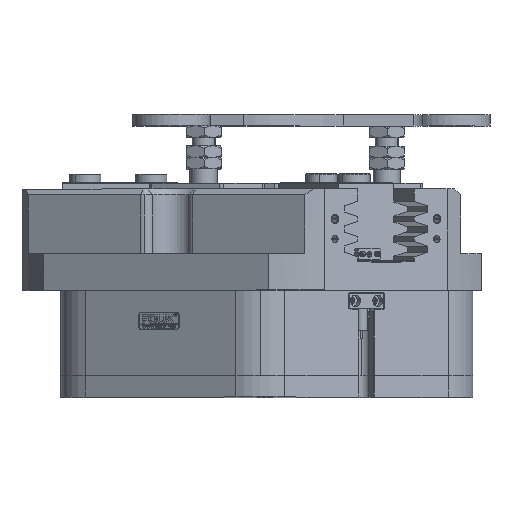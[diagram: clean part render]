
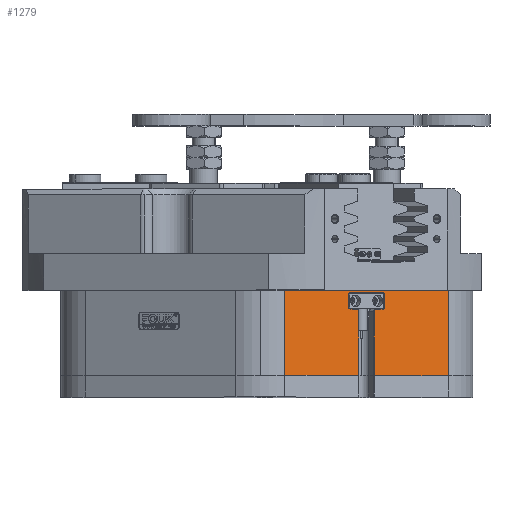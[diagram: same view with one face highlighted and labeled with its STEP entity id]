
A CAD part, top view. The second image highlights one B-rep face of the part: STEP entity #1279.
In plain terms, the highlighted planar face has unit normal (0.5, 0, 0.866).
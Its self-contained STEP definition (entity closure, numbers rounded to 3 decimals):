
#321 = CARTESIAN_POINT ( 'NONE',  ( 76.456, 0., 119.826 ) ) ;
#1153 = ORIENTED_EDGE ( 'NONE', *, *, #21444, .F. ) ;
#1224 = ORIENTED_EDGE ( 'NONE', *, *, #27315, .T. ) ;
#1279 = ADVANCED_FACE ( 'NONE', ( #26833 ), #53626, .T. ) ;
#1558 = CARTESIAN_POINT ( 'NONE',  ( 81.825, 55.5, 116.726 ) ) ;
#1564 = CARTESIAN_POINT ( 'NONE',  ( 58.183, 55.5, 130.376 ) ) ;
#2252 = CARTESIAN_POINT ( 'NONE',  ( 83.817, 48.5, 115.576 ) ) ;
#2319 = VERTEX_POINT ( 'NONE', #32535 ) ;
#2777 = VECTOR ( 'NONE', #24646, 1000. ) ;
#3850 = CARTESIAN_POINT ( 'NONE',  ( 14., 0., 155.885 ) ) ;
#4129 = LINE ( 'NONE', #13131, #19556 ) ;
#5239 = DIRECTION ( 'NONE',  ( 0., 1., 0. ) ) ;
#5491 = CARTESIAN_POINT ( 'NONE',  ( 81.825, 57.8, 116.726 ) ) ;
#5821 = CARTESIAN_POINT ( 'NONE',  ( 77.928, 46.2, 118.976 ) ) ;
#6141 = CARTESIAN_POINT ( 'NONE',  ( 284., 59.5, 0. ) ) ;
#6434 = EDGE_LOOP ( 'NONE', ( #16271, #32279, #40642, #1224, #42137, #16109, #26519, #31934, #22081, #9422, #37588, #41264, #31769, #48237, #39217, #17396, #1153, #20926 ) ) ;
#7698 = VERTEX_POINT ( 'NONE', #2252 ) ;
#8293 = CARTESIAN_POINT ( 'NONE',  ( 128., 0., 90.067 ) ) ;
#8667 = AXIS2_PLACEMENT_3D ( 'NONE', #44794, #32042, #44985 ) ;
#8821 = CARTESIAN_POINT ( 'NONE',  ( 58.183, 55.5, 130.376 ) ) ;
#9005 = CARTESIAN_POINT ( 'NONE',  ( 60.175, 48.5, 129.226 ) ) ;
#9118 = CARTESIAN_POINT ( 'NONE',  ( 64.072, 44.5, 126.976 ) ) ;
#9389 = VERTEX_POINT ( 'NONE', #1564 ) ;
#9422 = ORIENTED_EDGE ( 'NONE', *, *, #23838, .T. ) ;
#9441 = LINE ( 'NONE', #40771, #20772 ) ;
#9453 = VERTEX_POINT ( 'NONE', #24067 ) ;
#9855 = DIRECTION ( 'NONE',  ( 0.866, 0., -0.5 ) ) ;
#10149 = LINE ( 'NONE', #5821, #53035 ) ;
#10279 = CARTESIAN_POINT ( 'NONE',  ( 76.456, 44.5, 119.826 ) ) ;
#10774 = LINE ( 'NONE', #31311, #36905 ) ;
#10869 = VERTEX_POINT ( 'NONE', #8293 ) ;
#11249 = VERTEX_POINT ( 'NONE', #36551 ) ;
#11585 = VECTOR ( 'NONE', #5239, 1000. ) ;
#12972 = CIRCLE ( 'NONE', #49451, 1.7 ) ;
#13131 = CARTESIAN_POINT ( 'NONE',  ( 65.544, 44.5, 126.126 ) ) ;
#13694 = CARTESIAN_POINT ( 'NONE',  ( 81.825, 48.5, 116.726 ) ) ;
#14018 = EDGE_CURVE ( 'NONE', #2319, #52986, #10774, .T. ) ;
#14171 = VECTOR ( 'NONE', #49407, 1000. ) ;
#15503 = VERTEX_POINT ( 'NONE', #50516 ) ;
#15682 = CARTESIAN_POINT ( 'NONE',  ( 77.928, 44.5, 118.976 ) ) ;
#15805 = VERTEX_POINT ( 'NONE', #28665 ) ;
#16109 = ORIENTED_EDGE ( 'NONE', *, *, #36793, .T. ) ;
#16212 = VECTOR ( 'NONE', #37646, 1000. ) ;
#16271 = ORIENTED_EDGE ( 'NONE', *, *, #19811, .F. ) ;
#16319 = VECTOR ( 'NONE', #22276, 1000. ) ;
#17043 = DIRECTION ( 'NONE',  ( 0., 1., 0. ) ) ;
#17396 = ORIENTED_EDGE ( 'NONE', *, *, #26072, .T. ) ;
#17966 = DIRECTION ( 'NONE',  ( -0.5, 0., -0.866 ) ) ;
#18095 = EDGE_CURVE ( 'NONE', #9453, #41760, #12972, .T. ) ;
#18101 = VERTEX_POINT ( 'NONE', #3850 ) ;
#18464 = DIRECTION ( 'NONE',  ( -0.5, 0., -0.866 ) ) ;
#19056 = CARTESIAN_POINT ( 'NONE',  ( 83.817, 55.5, 115.576 ) ) ;
#19073 = EDGE_CURVE ( 'NONE', #15805, #9453, #4129, .T. ) ;
#19249 = EDGE_CURVE ( 'NONE', #7698, #11249, #39662, .T. ) ;
#19556 = VECTOR ( 'NONE', #21686, 1000. ) ;
#19810 = CARTESIAN_POINT ( 'NONE',  ( 128., 59.5, 90.067 ) ) ;
#19811 = EDGE_CURVE ( 'NONE', #15805, #18101, #9441, .T. ) ;
#20772 = VECTOR ( 'NONE', #27608, 1000. ) ;
#20822 = EDGE_CURVE ( 'NONE', #11249, #24778, #10149, .T. ) ;
#20926 = ORIENTED_EDGE ( 'NONE', *, *, #36200, .T. ) ;
#21401 = VERTEX_POINT ( 'NONE', #19810 ) ;
#21444 = EDGE_CURVE ( 'NONE', #48220, #21401, #49617, .T. ) ;
#21577 = AXIS2_PLACEMENT_3D ( 'NONE', #48467, #44316, #9855 ) ;
#21686 = DIRECTION ( 'NONE',  ( 0., 1., 0. ) ) ;
#22081 = ORIENTED_EDGE ( 'NONE', *, *, #25599, .T. ) ;
#22241 = DIRECTION ( 'NONE',  ( -0.5, 0., -0.866 ) ) ;
#22276 = DIRECTION ( 'NONE',  ( 0., -1., 0. ) ) ;
#22929 = DIRECTION ( 'NONE',  ( 0.866, 0., -0.5 ) ) ;
#22999 = EDGE_CURVE ( 'NONE', #48972, #15503, #50118, .T. ) ;
#23838 = EDGE_CURVE ( 'NONE', #52008, #7698, #28553, .T. ) ;
#24067 = CARTESIAN_POINT ( 'NONE',  ( 65.544, 44.5, 126.126 ) ) ;
#24191 = LINE ( 'NONE', #24259, #14171 ) ;
#24259 = CARTESIAN_POINT ( 'NONE',  ( 60.175, 46.2, 129.226 ) ) ;
#24263 = DIRECTION ( 'NONE',  ( 0.5, 0., 0.866 ) ) ;
#24646 = DIRECTION ( 'NONE',  ( 0., -1., 0. ) ) ;
#24778 = VERTEX_POINT ( 'NONE', #41262 ) ;
#24902 = VECTOR ( 'NONE', #17043, 1000. ) ;
#25041 = DIRECTION ( 'NONE',  ( 0.866, 0., -0.5 ) ) ;
#25599 = EDGE_CURVE ( 'NONE', #52986, #52008, #33081, .T. ) ;
#25999 = CARTESIAN_POINT ( 'NONE',  ( 83.817, 48.5, 115.576 ) ) ;
#26072 = EDGE_CURVE ( 'NONE', #10869, #21401, #51190, .T. ) ;
#26519 = ORIENTED_EDGE ( 'NONE', *, *, #40842, .T. ) ;
#26577 = DIRECTION ( 'NONE',  ( 0.866, 0., -0.5 ) ) ;
#26833 = FACE_OUTER_BOUND ( 'NONE', #6434, .T. ) ;
#27315 = EDGE_CURVE ( 'NONE', #41760, #48972, #24191, .T. ) ;
#27608 = DIRECTION ( 'NONE',  ( -0.866, 0., 0.5 ) ) ;
#28288 = LINE ( 'NONE', #50194, #2777 ) ;
#28553 = LINE ( 'NONE', #25999, #43305 ) ;
#28665 = CARTESIAN_POINT ( 'NONE',  ( 65.544, 0., 126.126 ) ) ;
#29049 = LINE ( 'NONE', #321, #16319 ) ;
#30664 = CARTESIAN_POINT ( 'NONE',  ( 64.072, 46.2, 126.976 ) ) ;
#30770 = DIRECTION ( 'NONE',  ( 0.866, 0., -0.5 ) ) ;
#31081 = CARTESIAN_POINT ( 'NONE',  ( 128., 754.9, 90.067 ) ) ;
#31115 = DIRECTION ( 'NONE',  ( -0.866, 0., 0.5 ) ) ;
#31311 = CARTESIAN_POINT ( 'NONE',  ( 81.825, 57.8, 116.726 ) ) ;
#31769 = ORIENTED_EDGE ( 'NONE', *, *, #52541, .T. ) ;
#31934 = ORIENTED_EDGE ( 'NONE', *, *, #14018, .T. ) ;
#32042 = DIRECTION ( 'NONE',  ( 0.5, 0., 0.866 ) ) ;
#32279 = ORIENTED_EDGE ( 'NONE', *, *, #19073, .T. ) ;
#32535 = CARTESIAN_POINT ( 'NONE',  ( 60.175, 57.8, 129.226 ) ) ;
#33081 = CIRCLE ( 'NONE', #51286, 2.3 ) ;
#34367 = CIRCLE ( 'NONE', #55437, 1.7 ) ;
#35282 = CARTESIAN_POINT ( 'NONE',  ( 60.175, 46.2, 129.226 ) ) ;
#35295 = EDGE_CURVE ( 'NONE', #35882, #50567, #29049, .T. ) ;
#35882 = VERTEX_POINT ( 'NONE', #10279 ) ;
#36200 = EDGE_CURVE ( 'NONE', #48220, #18101, #28288, .T. ) ;
#36551 = CARTESIAN_POINT ( 'NONE',  ( 81.825, 46.2, 116.726 ) ) ;
#36552 = AXIS2_PLACEMENT_3D ( 'NONE', #13694, #17966, #39750 ) ;
#36793 = EDGE_CURVE ( 'NONE', #15503, #9389, #55081, .T. ) ;
#36905 = VECTOR ( 'NONE', #30770, 1000. ) ;
#37588 = ORIENTED_EDGE ( 'NONE', *, *, #19249, .T. ) ;
#37646 = DIRECTION ( 'NONE',  ( -0.866, 0., 0.5 ) ) ;
#39100 = DIRECTION ( 'NONE',  ( 0.866, 0., -0.5 ) ) ;
#39217 = ORIENTED_EDGE ( 'NONE', *, *, #48508, .F. ) ;
#39570 = CARTESIAN_POINT ( 'NONE',  ( 14., 59.5, 155.885 ) ) ;
#39662 = CIRCLE ( 'NONE', #36552, 2.3 ) ;
#39750 = DIRECTION ( 'NONE',  ( 0.866, 0., -0.5 ) ) ;
#40642 = ORIENTED_EDGE ( 'NONE', *, *, #18095, .T. ) ;
#40771 = CARTESIAN_POINT ( 'NONE',  ( 284., 0., 0. ) ) ;
#40842 = EDGE_CURVE ( 'NONE', #9389, #2319, #42058, .T. ) ;
#41262 = CARTESIAN_POINT ( 'NONE',  ( 77.928, 46.2, 118.976 ) ) ;
#41264 = ORIENTED_EDGE ( 'NONE', *, *, #20822, .T. ) ;
#41760 = VERTEX_POINT ( 'NONE', #30664 ) ;
#42058 = CIRCLE ( 'NONE', #21577, 2.3 ) ;
#42137 = ORIENTED_EDGE ( 'NONE', *, *, #22999, .T. ) ;
#43305 = VECTOR ( 'NONE', #43606, 1000. ) ;
#43606 = DIRECTION ( 'NONE',  ( 0., -1., 0. ) ) ;
#43748 = DIRECTION ( 'NONE',  ( 0.5, 0., 0.866 ) ) ;
#44316 = DIRECTION ( 'NONE',  ( -0.5, 0., -0.866 ) ) ;
#44794 = CARTESIAN_POINT ( 'NONE',  ( 284., 754.9, 0. ) ) ;
#44891 = AXIS2_PLACEMENT_3D ( 'NONE', #9005, #22241, #26577 ) ;
#44985 = DIRECTION ( 'NONE',  ( 0.866, 0., -0.5 ) ) ;
#45301 = CARTESIAN_POINT ( 'NONE',  ( 284., 0., 0. ) ) ;
#48220 = VERTEX_POINT ( 'NONE', #39570 ) ;
#48237 = ORIENTED_EDGE ( 'NONE', *, *, #35295, .T. ) ;
#48467 = CARTESIAN_POINT ( 'NONE',  ( 60.175, 55.5, 129.226 ) ) ;
#48508 = EDGE_CURVE ( 'NONE', #10869, #50567, #50437, .T. ) ;
#48635 = CARTESIAN_POINT ( 'NONE',  ( 76.456, 0., 119.826 ) ) ;
#48668 = DIRECTION ( 'NONE',  ( 0.866, 0., -0.5 ) ) ;
#48972 = VERTEX_POINT ( 'NONE', #35282 ) ;
#49407 = DIRECTION ( 'NONE',  ( -0.866, 0., 0.5 ) ) ;
#49451 = AXIS2_PLACEMENT_3D ( 'NONE', #9118, #43748, #39100 ) ;
#49617 = LINE ( 'NONE', #6141, #53632 ) ;
#50118 = CIRCLE ( 'NONE', #44891, 2.3 ) ;
#50194 = CARTESIAN_POINT ( 'NONE',  ( 14., 754.9, 155.885 ) ) ;
#50437 = LINE ( 'NONE', #45301, #16212 ) ;
#50516 = CARTESIAN_POINT ( 'NONE',  ( 58.183, 48.5, 130.376 ) ) ;
#50567 = VERTEX_POINT ( 'NONE', #48635 ) ;
#51190 = LINE ( 'NONE', #31081, #11585 ) ;
#51286 = AXIS2_PLACEMENT_3D ( 'NONE', #1558, #18464, #48668 ) ;
#52008 = VERTEX_POINT ( 'NONE', #19056 ) ;
#52541 = EDGE_CURVE ( 'NONE', #24778, #35882, #34367, .T. ) ;
#52986 = VERTEX_POINT ( 'NONE', #5491 ) ;
#53035 = VECTOR ( 'NONE', #31115, 1000. ) ;
#53626 = PLANE ( 'NONE',  #8667 ) ;
#53632 = VECTOR ( 'NONE', #25041, 1000. ) ;
#55081 = LINE ( 'NONE', #8821, #24902 ) ;
#55437 = AXIS2_PLACEMENT_3D ( 'NONE', #15682, #24263, #22929 ) ;
